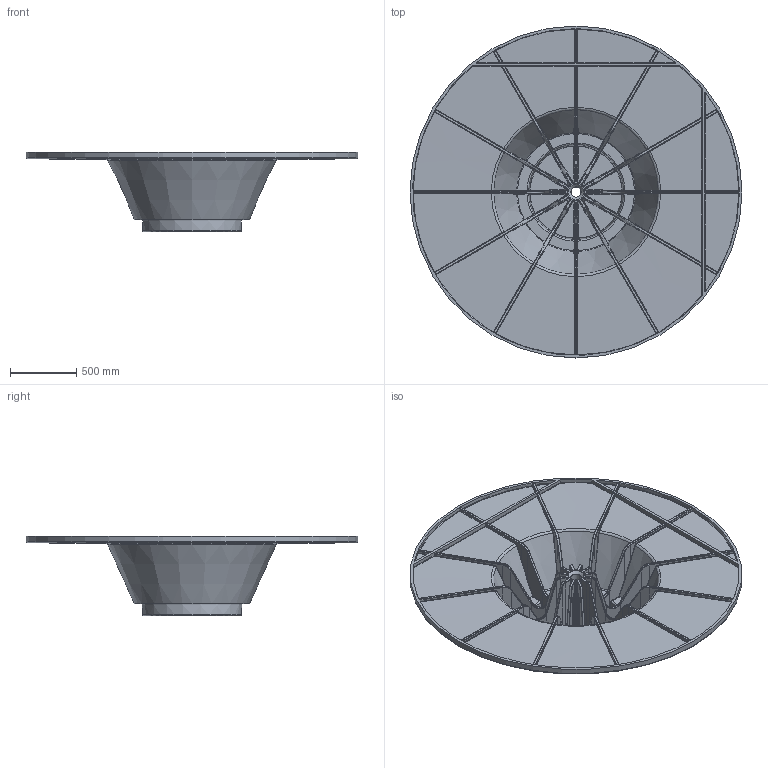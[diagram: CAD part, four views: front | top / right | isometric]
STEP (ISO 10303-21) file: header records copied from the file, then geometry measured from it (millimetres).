
FILE_DESCRIPTION(/* description */ (''),/* implementation_level */ '2;1');
FILE_NAME(/* name */ '18110.050X_3D.stp',/* time_stamp */ '2025-07-22T09:44:48+02:00',/* author */ ('CAD'),/* organization */ (''),/* preprocessor_version */ 'ST-DEVELOPER v20',/* originating_system */ 'AutoCAD Mechanical',/* authorisation */ '');
FILE_SCHEMA (('AUTOMOTIVE_DESIGN { 1 0 10303 214 3 1 1 }'));
Length unit declared in the file: centimetre
Products named in the file (2): Product; *S0
Assembly tree (1 placements, depth 2):
  Product
    *S0
Bounding box: 2500 x 2500 x 600 mm (x, y, z)
Volume: 187852969.6 mm3; surface area: 17204037.4 mm2
Topology: 1 solids, 1 shells, 1422 faces, 3306 edges, 1857 vertices
Faces by surface type: bspline 712, cylinder 289, plane 183, torus 96, sphere 80, cone 62
Full cylindrical faces by diameter (mm): 2500 x1
Entity records: 60040 total; most frequent: CARTESIAN_POINT 31307, ORIENTED_EDGE 6544, DIRECTION 5119, EDGE_CURVE 3272, AXIS2_PLACEMENT_3D 2198, VERTEX_POINT 1857, EDGE_LOOP 1429, FACE_OUTER_BOUND 1422
